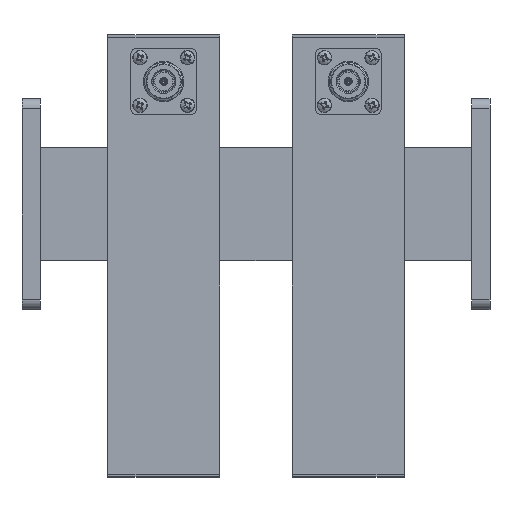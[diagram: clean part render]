
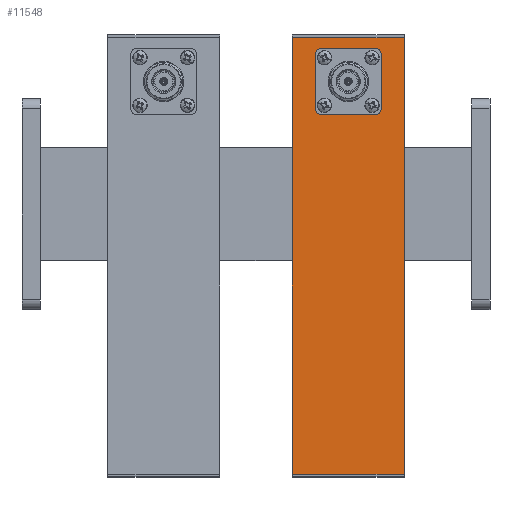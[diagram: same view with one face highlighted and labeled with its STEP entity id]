
A CAD part, top view. The second image highlights one B-rep face of the part: STEP entity #11548.
In plain terms, the highlighted planar face has unit normal (0, 0, 1).
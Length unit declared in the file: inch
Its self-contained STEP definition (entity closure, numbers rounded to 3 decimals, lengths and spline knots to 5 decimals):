
#56 = VECTOR ( 'NONE', #5417, 39.37008 ) ;
#80 = DIRECTION ( 'NONE',  ( -1., 0., 0. ) ) ;
#141 = VECTOR ( 'NONE', #6887, 39.37008 ) ;
#167 = CARTESIAN_POINT ( 'NONE',  ( 1.89764, 1.45345, 1.31969 ) ) ;
#297 = EDGE_CURVE ( 'NONE', #7068, #4183, #10846, .T. ) ;
#308 = ORIENTED_EDGE ( 'NONE', *, *, #4019, .F. ) ;
#570 = CARTESIAN_POINT ( 'NONE',  ( 0.55118, 2.51969, 1.31969 ) ) ;
#715 = CARTESIAN_POINT ( 'NONE',  ( 1.78864, 2.34445, 1.31969 ) ) ;
#772 = EDGE_CURVE ( 'NONE', #13130, #13513, #3982, .T. ) ;
#773 = LINE ( 'NONE', #6100, #12561 ) ;
#859 = VECTOR ( 'NONE', #8298, 39.37008 ) ;
#861 = ORIENTED_EDGE ( 'NONE', *, *, #297, .F. ) ;
#1027 = ORIENTED_EDGE ( 'NONE', *, *, #11600, .F. ) ;
#1163 = DIRECTION ( 'NONE',  ( 0., 0., 1. ) ) ;
#1191 = CARTESIAN_POINT ( 'NONE',  ( 0.98864, 2.25345, 1.31969 ) ) ;
#1254 = CARTESIAN_POINT ( 'NONE',  ( 0.98864, 2.34445, 1.31969 ) ) ;
#1389 = CARTESIAN_POINT ( 'NONE',  ( 2.24409, 2.51969, 1.31969 ) ) ;
#1681 = VERTEX_POINT ( 'NONE', #5760 ) ;
#1693 = EDGE_LOOP ( 'NONE', ( #1027, #3104, #14017, #9101 ) ) ;
#1997 = CARTESIAN_POINT ( 'NONE',  ( 0.89764, 1.45345, 1.31969 ) ) ;
#2453 = EDGE_CURVE ( 'NONE', #4725, #5360, #13407, .T. ) ;
#2611 = PLANE ( 'NONE',  #4045 ) ;
#2872 = LINE ( 'NONE', #7237, #13953 ) ;
#3010 = VERTEX_POINT ( 'NONE', #715 ) ;
#3104 = ORIENTED_EDGE ( 'NONE', *, *, #6494, .T. ) ;
#3256 = DIRECTION ( 'NONE',  ( 1., 0., 0. ) ) ;
#3982 = LINE ( 'NONE', #13856, #859 ) ;
#4019 = EDGE_CURVE ( 'NONE', #5399, #3010, #10070, .T. ) ;
#4045 = AXIS2_PLACEMENT_3D ( 'NONE', #7055, #5808, #8264 ) ;
#4183 = VERTEX_POINT ( 'NONE', #1997 ) ;
#4721 = VECTOR ( 'NONE', #13442, 39.37008 ) ;
#4725 = VERTEX_POINT ( 'NONE', #8241 ) ;
#4949 = FACE_OUTER_BOUND ( 'NONE', #1693, .T. ) ;
#4961 = ORIENTED_EDGE ( 'NONE', *, *, #10740, .F. ) ;
#4972 = CIRCLE ( 'NONE', #13046, 0.1 ) ;
#5360 = VERTEX_POINT ( 'NONE', #7573 ) ;
#5399 = VERTEX_POINT ( 'NONE', #10970 ) ;
#5417 = DIRECTION ( 'NONE',  ( 0., -1., 0. ) ) ;
#5581 = DIRECTION ( 'NONE',  ( 0., 0., 1. ) ) ;
#5596 = AXIS2_PLACEMENT_3D ( 'NONE', #11716, #9517, #9737 ) ;
#5600 = EDGE_CURVE ( 'NONE', #14037, #13513, #6184, .T. ) ;
#5760 = CARTESIAN_POINT ( 'NONE',  ( 2.24409, -4.09449, 1.31969 ) ) ;
#5766 = EDGE_CURVE ( 'NONE', #4183, #9228, #4972, .T. ) ;
#5808 = DIRECTION ( 'NONE',  ( 0., 0., 1. ) ) ;
#6100 = CARTESIAN_POINT ( 'NONE',  ( 0.55118, -4.09449, 1.31969 ) ) ;
#6104 = VERTEX_POINT ( 'NONE', #8805 ) ;
#6162 = CARTESIAN_POINT ( 'NONE',  ( 0.99764, 1.35345, 1.31969 ) ) ;
#6184 = LINE ( 'NONE', #10449, #10207 ) ;
#6394 = ORIENTED_EDGE ( 'NONE', *, *, #10200, .F. ) ;
#6450 = EDGE_LOOP ( 'NONE', ( #861, #9698, #6394, #308, #11347, #9874, #4961, #7366 ) ) ;
#6494 = EDGE_CURVE ( 'NONE', #1681, #13130, #2872, .T. ) ;
#6616 = AXIS2_PLACEMENT_3D ( 'NONE', #9891, #1163, #80 ) ;
#6741 = LINE ( 'NONE', #1254, #141 ) ;
#6887 = DIRECTION ( 'NONE',  ( -1., 0., 0. ) ) ;
#7055 = CARTESIAN_POINT ( 'NONE',  ( 0.55118, -4.13386, 1.31969 ) ) ;
#7068 = VERTEX_POINT ( 'NONE', #10587 ) ;
#7237 = CARTESIAN_POINT ( 'NONE',  ( 2.24409, -4.13386, 1.31969 ) ) ;
#7366 = ORIENTED_EDGE ( 'NONE', *, *, #5766, .F. ) ;
#7573 = CARTESIAN_POINT ( 'NONE',  ( 1.89764, 1.45345, 1.31969 ) ) ;
#8153 = LINE ( 'NONE', #12565, #13450 ) ;
#8241 = CARTESIAN_POINT ( 'NONE',  ( 1.79764, 1.35345, 1.31969 ) ) ;
#8264 = DIRECTION ( 'NONE',  ( 1., 0., 0. ) ) ;
#8298 = DIRECTION ( 'NONE',  ( -1., 0., 0. ) ) ;
#8805 = CARTESIAN_POINT ( 'NONE',  ( 0.98864, 2.34445, 1.31969 ) ) ;
#9031 = DIRECTION ( 'NONE',  ( 1., 0., 0. ) ) ;
#9101 = ORIENTED_EDGE ( 'NONE', *, *, #5600, .F. ) ;
#9105 = EDGE_CURVE ( 'NONE', #6104, #7068, #11405, .T. ) ;
#9124 = EDGE_CURVE ( 'NONE', #5360, #5399, #10197, .T. ) ;
#9228 = VERTEX_POINT ( 'NONE', #6162 ) ;
#9517 = DIRECTION ( 'NONE',  ( 0., 0., 1. ) ) ;
#9565 = DIRECTION ( 'NONE',  ( 0., 1., 0. ) ) ;
#9698 = ORIENTED_EDGE ( 'NONE', *, *, #9105, .F. ) ;
#9737 = DIRECTION ( 'NONE',  ( -1., 0., 0. ) ) ;
#9874 = ORIENTED_EDGE ( 'NONE', *, *, #2453, .F. ) ;
#9891 = CARTESIAN_POINT ( 'NONE',  ( 1.798, 2.24489, 1.31969 ) ) ;
#10070 = CIRCLE ( 'NONE', #6616, 0.1 ) ;
#10197 = LINE ( 'NONE', #167, #4721 ) ;
#10200 = EDGE_CURVE ( 'NONE', #3010, #6104, #6741, .T. ) ;
#10207 = VECTOR ( 'NONE', #9565, 39.37008 ) ;
#10449 = CARTESIAN_POINT ( 'NONE',  ( 0.55118, -4.13386, 1.31969 ) ) ;
#10587 = CARTESIAN_POINT ( 'NONE',  ( 0.89764, 2.25345, 1.31969 ) ) ;
#10591 = DIRECTION ( 'NONE',  ( -1., 0., 0. ) ) ;
#10740 = EDGE_CURVE ( 'NONE', #9228, #4725, #8153, .T. ) ;
#10846 = LINE ( 'NONE', #13143, #56 ) ;
#10970 = CARTESIAN_POINT ( 'NONE',  ( 1.89764, 2.25345, 1.31969 ) ) ;
#11022 = DIRECTION ( 'NONE',  ( 0., 0., 1. ) ) ;
#11347 = ORIENTED_EDGE ( 'NONE', *, *, #9124, .F. ) ;
#11405 = CIRCLE ( 'NONE', #11874, 0.091 ) ;
#11417 = DIRECTION ( 'NONE',  ( 1., 0., 0. ) ) ;
#11458 = CARTESIAN_POINT ( 'NONE',  ( 0.55118, -4.09449, 1.31969 ) ) ;
#11548 = ADVANCED_FACE ( 'NONE', ( #4949, #13751 ), #2611, .T. ) ;
#11600 = EDGE_CURVE ( 'NONE', #1681, #14037, #773, .T. ) ;
#11648 = DIRECTION ( 'NONE',  ( 0., 1., 0. ) ) ;
#11716 = CARTESIAN_POINT ( 'NONE',  ( 1.79764, 1.45345, 1.31969 ) ) ;
#11874 = AXIS2_PLACEMENT_3D ( 'NONE', #1191, #5581, #9031 ) ;
#12561 = VECTOR ( 'NONE', #10591, 39.37008 ) ;
#12565 = CARTESIAN_POINT ( 'NONE',  ( 0.99764, 1.35345, 1.31969 ) ) ;
#13046 = AXIS2_PLACEMENT_3D ( 'NONE', #14181, #11022, #3256 ) ;
#13130 = VERTEX_POINT ( 'NONE', #1389 ) ;
#13143 = CARTESIAN_POINT ( 'NONE',  ( 0.89764, 1.45345, 1.31969 ) ) ;
#13407 = CIRCLE ( 'NONE', #5596, 0.1 ) ;
#13442 = DIRECTION ( 'NONE',  ( 0., 1., 0. ) ) ;
#13450 = VECTOR ( 'NONE', #11417, 39.37008 ) ;
#13513 = VERTEX_POINT ( 'NONE', #570 ) ;
#13751 = FACE_BOUND ( 'NONE', #6450, .T. ) ;
#13856 = CARTESIAN_POINT ( 'NONE',  ( 0.55118, 2.51969, 1.31969 ) ) ;
#13953 = VECTOR ( 'NONE', #11648, 39.37008 ) ;
#14017 = ORIENTED_EDGE ( 'NONE', *, *, #772, .T. ) ;
#14037 = VERTEX_POINT ( 'NONE', #11458 ) ;
#14181 = CARTESIAN_POINT ( 'NONE',  ( 0.99764, 1.45345, 1.31969 ) ) ;
